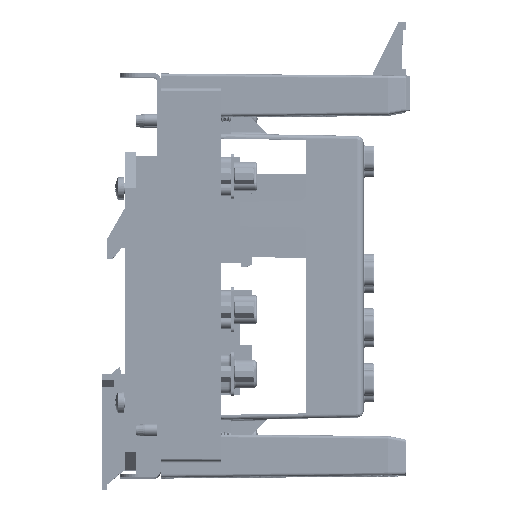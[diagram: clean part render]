
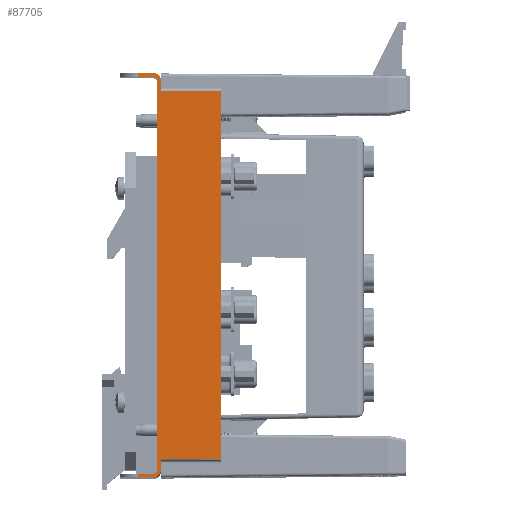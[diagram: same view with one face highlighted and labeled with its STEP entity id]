
A CAD part, top view. The second image highlights one B-rep face of the part: STEP entity #87705.
In plain terms, the highlighted planar face has unit normal (0, 0, 1).
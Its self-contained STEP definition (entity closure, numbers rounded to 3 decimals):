
#1163=DIRECTION('',(0.,1.,0.));
#1164=VECTOR('',#1163,103.);
#1165=CARTESIAN_POINT('',(22.45,-51.5,385.));
#1166=LINE('',#1165,#1164);
#7200=DIRECTION('',(-1.,0.,0.));
#7201=VECTOR('',#7200,16.7);
#7202=CARTESIAN_POINT('',(22.45,51.5,385.));
#7203=LINE('',#7202,#7201);
#7204=DIRECTION('',(0.,1.,0.));
#7205=VECTOR('',#7204,3.);
#7206=CARTESIAN_POINT('',(5.75,51.5,385.));
#7207=LINE('',#7206,#7205);
#7208=DIRECTION('',(0.,1.,0.));
#7209=VECTOR('',#7208,3.);
#7210=CARTESIAN_POINT('',(5.75,-54.5,385.));
#7211=LINE('',#7210,#7209);
#7212=DIRECTION('',(1.,0.,0.));
#7213=VECTOR('',#7212,4.5);
#7214=CARTESIAN_POINT('',(-0.75,-56.5,385.));
#7215=LINE('',#7214,#7213);
#7216=DIRECTION('',(-1.,0.,0.));
#7217=VECTOR('',#7216,4.5);
#7218=CARTESIAN_POINT('',(3.75,-55.5,385.));
#7219=LINE('',#7218,#7217);
#7220=DIRECTION('',(0.,-1.,0.));
#7221=VECTOR('',#7220,109.);
#7222=CARTESIAN_POINT('',(4.75,54.5,385.));
#7223=LINE('',#7222,#7221);
#7224=DIRECTION('',(1.,0.,0.));
#7225=VECTOR('',#7224,4.5);
#7226=CARTESIAN_POINT('',(-0.75,55.5,385.));
#7227=LINE('',#7226,#7225);
#7228=DIRECTION('',(-1.,0.,0.));
#7229=VECTOR('',#7228,4.5);
#7230=CARTESIAN_POINT('',(3.75,56.5,385.));
#7231=LINE('',#7230,#7229);
#7232=DIRECTION('',(1.,0.,0.));
#7233=VECTOR('',#7232,16.7);
#7234=CARTESIAN_POINT('',(5.75,-51.5,385.));
#7235=LINE('',#7234,#7233);
#11152=CARTESIAN_POINT('',(3.75,54.5,385.));
#11153=DIRECTION('',(0.,0.,1.));
#11154=DIRECTION('',(1.,0.,0.));
#11155=AXIS2_PLACEMENT_3D('',#11152,#11153,#11154);
#38006=CARTESIAN_POINT('',(3.75,-54.5,385.));
#38007=DIRECTION('',(0.,0.,1.));
#38008=DIRECTION('',(0.,-1.,0.));
#38009=AXIS2_PLACEMENT_3D('',#38006,#38007,#38008);
#39111=CARTESIAN_POINT('',(3.75,-54.5,385.));
#39112=DIRECTION('',(0.,0.,-1.));
#39113=DIRECTION('',(1.,0.,0.));
#39114=AXIS2_PLACEMENT_3D('',#39111,#39112,#39113);
#39130=DIRECTION('',(0.,1.,0.));
#39131=VECTOR('',#39130,1.);
#39132=CARTESIAN_POINT('',(-0.75,-56.5,385.));
#39133=LINE('',#39132,#39131);
#58810=CARTESIAN_POINT('',(3.75,54.5,385.));
#58811=DIRECTION('',(0.,0.,-1.));
#58812=DIRECTION('',(0.,1.,0.));
#58813=AXIS2_PLACEMENT_3D('',#58810,#58811,#58812);
#58878=DIRECTION('',(0.,1.,0.));
#58879=VECTOR('',#58878,1.);
#58880=CARTESIAN_POINT('',(-0.75,55.5,385.));
#58881=LINE('',#58880,#58879);
#66415=CARTESIAN_POINT('',(-0.75,-56.5,385.));
#66416=CARTESIAN_POINT('',(-0.75,-55.5,385.));
#66417=VERTEX_POINT('',#66415);
#66418=VERTEX_POINT('',#66416);
#66419=CARTESIAN_POINT('',(-0.75,55.5,385.));
#66420=CARTESIAN_POINT('',(-0.75,56.5,385.));
#66421=VERTEX_POINT('',#66419);
#66422=VERTEX_POINT('',#66420);
#66439=CARTESIAN_POINT('',(3.75,56.5,385.));
#66440=VERTEX_POINT('',#66439);
#66445=CARTESIAN_POINT('',(3.75,-56.5,385.));
#66446=VERTEX_POINT('',#66445);
#66463=CARTESIAN_POINT('',(3.75,-55.5,385.));
#66464=VERTEX_POINT('',#66463);
#66469=CARTESIAN_POINT('',(4.75,54.5,385.));
#66470=CARTESIAN_POINT('',(4.75,-54.5,385.));
#66471=VERTEX_POINT('',#66469);
#66472=VERTEX_POINT('',#66470);
#66473=CARTESIAN_POINT('',(3.75,55.5,385.));
#66474=VERTEX_POINT('',#66473);
#66475=CARTESIAN_POINT('',(5.75,-54.5,385.));
#66476=VERTEX_POINT('',#66475);
#66477=CARTESIAN_POINT('',(5.75,54.5,385.));
#66478=VERTEX_POINT('',#66477);
#68373=CARTESIAN_POINT('',(22.45,51.5,385.));
#68375=VERTEX_POINT('',#68373);
#69187=CARTESIAN_POINT('',(22.45,-51.5,385.));
#69188=VERTEX_POINT('',#69187);
#69388=CARTESIAN_POINT('',(5.75,51.5,385.));
#69390=VERTEX_POINT('',#69388);
#69392=CARTESIAN_POINT('',(5.75,-51.5,385.));
#69394=VERTEX_POINT('',#69392);
#87669=CARTESIAN_POINT('',(4.278,0.,385.));
#87670=DIRECTION('',(0.,0.,1.));
#87671=DIRECTION('',(1.,0.,0.));
#87672=AXIS2_PLACEMENT_3D('',#87669,#87670,#87671);
#87673=PLANE('',#87672);
#87674=ORIENTED_EDGE('',*,*,#87612,.F.);
#87675=ORIENTED_EDGE('',*,*,#87638,.F.);
#87676=ORIENTED_EDGE('',*,*,#79518,.F.);
#87678=ORIENTED_EDGE('',*,*,#87677,.F.);
#87680=ORIENTED_EDGE('',*,*,#87679,.F.);
#87682=ORIENTED_EDGE('',*,*,#87681,.F.);
#87684=ORIENTED_EDGE('',*,*,#87683,.F.);
#87686=ORIENTED_EDGE('',*,*,#87685,.T.);
#87688=ORIENTED_EDGE('',*,*,#87687,.F.);
#87690=ORIENTED_EDGE('',*,*,#87689,.F.);
#87692=ORIENTED_EDGE('',*,*,#87691,.F.);
#87694=ORIENTED_EDGE('',*,*,#87693,.F.);
#87696=ORIENTED_EDGE('',*,*,#87695,.F.);
#87698=ORIENTED_EDGE('',*,*,#87697,.T.);
#87700=ORIENTED_EDGE('',*,*,#87699,.F.);
#87702=ORIENTED_EDGE('',*,*,#87701,.F.);
#87703=EDGE_LOOP('',(#87674,#87675,#87676,#87678,#87680,#87682,#87684,#87686,
#87688,#87690,#87692,#87694,#87696,#87698,#87700,#87702));
#87704=FACE_OUTER_BOUND('',#87703,.F.);
#87705=ADVANCED_FACE('',(#87704),#87673,.T.);
#11156=CIRCLE('',#11155,2.);
#38010=CIRCLE('',#38009,2.);
#39115=CIRCLE('',#39114,1.);
#58814=CIRCLE('',#58813,1.);
#79518=EDGE_CURVE('',#69188,#68375,#1166,.T.);
#87612=EDGE_CURVE('',#69390,#66478,#7207,.T.);
#87638=EDGE_CURVE('',#68375,#69390,#7203,.T.);
#87677=EDGE_CURVE('',#69394,#69188,#7235,.T.);
#87679=EDGE_CURVE('',#66476,#69394,#7211,.T.);
#87681=EDGE_CURVE('',#66446,#66476,#38010,.T.);
#87683=EDGE_CURVE('',#66417,#66446,#7215,.T.);
#87685=EDGE_CURVE('',#66417,#66418,#39133,.T.);
#87687=EDGE_CURVE('',#66464,#66418,#7219,.T.);
#87689=EDGE_CURVE('',#66472,#66464,#39115,.T.);
#87691=EDGE_CURVE('',#66471,#66472,#7223,.T.);
#87693=EDGE_CURVE('',#66474,#66471,#58814,.T.);
#87695=EDGE_CURVE('',#66421,#66474,#7227,.T.);
#87697=EDGE_CURVE('',#66421,#66422,#58881,.T.);
#87699=EDGE_CURVE('',#66440,#66422,#7231,.T.);
#87701=EDGE_CURVE('',#66478,#66440,#11156,.T.);
